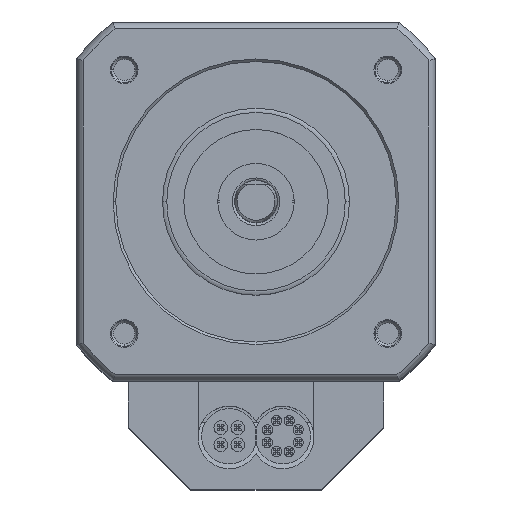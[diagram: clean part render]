
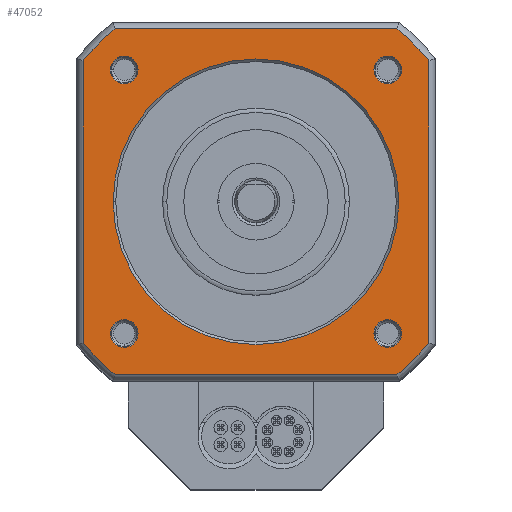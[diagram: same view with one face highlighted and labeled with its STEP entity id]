
A CAD part, top view. The second image highlights one B-rep face of the part: STEP entity #47052.
In plain terms, the highlighted face is planar.
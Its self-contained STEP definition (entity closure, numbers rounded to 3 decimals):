
#43730=CARTESIAN_POINT('',(0.,0.,0.2));
#43731=DIRECTION('',(0.,0.,-1.));
#43732=DIRECTION('',(-1.,0.,0.));
#43733=AXIS2_PLACEMENT_3D('',#43730,#43731,#43732);
#43748=CARTESIAN_POINT('',(-15.5,-15.5,0.2));
#43749=DIRECTION('',(0.,0.,-1.));
#43750=DIRECTION('',(-1.,0.,0.));
#43751=AXIS2_PLACEMENT_3D('',#43748,#43749,#43750);
#43770=CARTESIAN_POINT('',(-15.5,-15.5,0.2));
#43771=DIRECTION('',(0.,0.,-1.));
#43772=DIRECTION('',(1.,0.,0.));
#43773=AXIS2_PLACEMENT_3D('',#43770,#43771,#43772);
#43807=CARTESIAN_POINT('',(15.5,-15.5,0.2));
#43808=DIRECTION('',(0.,0.,-1.));
#43809=DIRECTION('',(0.,-1.,0.));
#43810=AXIS2_PLACEMENT_3D('',#43807,#43808,#43809);
#43821=CARTESIAN_POINT('',(15.5,-15.5,0.2));
#43822=DIRECTION('',(0.,0.,-1.));
#43823=DIRECTION('',(0.,1.,0.));
#43824=AXIS2_PLACEMENT_3D('',#43821,#43822,#43823);
#43876=CARTESIAN_POINT('',(15.5,15.5,0.2));
#43877=DIRECTION('',(0.,0.,-1.));
#43878=DIRECTION('',(1.,0.,0.));
#43879=AXIS2_PLACEMENT_3D('',#43876,#43877,#43878);
#43898=CARTESIAN_POINT('',(15.5,15.5,0.2));
#43899=DIRECTION('',(0.,0.,-1.));
#43900=DIRECTION('',(-1.,0.,0.));
#43901=AXIS2_PLACEMENT_3D('',#43898,#43899,#43900);
#43930=CARTESIAN_POINT('',(-15.5,15.5,0.2));
#43931=DIRECTION('',(0.,0.,-1.));
#43932=DIRECTION('',(0.,1.,0.));
#43933=AXIS2_PLACEMENT_3D('',#43930,#43931,#43932);
#43962=CARTESIAN_POINT('',(-15.5,15.5,0.2));
#43963=DIRECTION('',(0.,0.,-1.));
#43964=DIRECTION('',(0.,-1.,0.));
#43965=AXIS2_PLACEMENT_3D('',#43962,#43963,#43964);
#43995=CARTESIAN_POINT('',(0.,0.,0.2));
#43996=DIRECTION('',(0.,0.,-1.));
#43997=DIRECTION('',(1.,0.,0.));
#43998=AXIS2_PLACEMENT_3D('',#43995,#43996,#43997);
#44004=CARTESIAN_POINT('',(0.,0.,0.2));
#44005=DIRECTION('',(0.,0.,1.));
#44006=DIRECTION('',(0.775,0.632,0.));
#44007=AXIS2_PLACEMENT_3D('',#44004,#44005,#44006);
#44017=DIRECTION('',(0.,-1.,0.));
#44018=VECTOR('',#44017,33.161);
#44019=CARTESIAN_POINT('',(20.348,16.581,0.2));
#44020=LINE('',#44019,#44018);
#44029=CARTESIAN_POINT('',(0.,0.,0.2));
#44030=DIRECTION('',(0.,0.,1.));
#44031=DIRECTION('',(0.632,-0.775,0.));
#44032=AXIS2_PLACEMENT_3D('',#44029,#44030,#44031);
#44042=DIRECTION('',(-1.,0.,0.));
#44043=VECTOR('',#44042,33.161);
#44044=CARTESIAN_POINT('',(16.581,-20.348,0.2));
#44045=LINE('',#44044,#44043);
#44054=CARTESIAN_POINT('',(0.,0.,0.2));
#44055=DIRECTION('',(0.,0.,1.));
#44056=DIRECTION('',(-0.775,-0.632,0.));
#44057=AXIS2_PLACEMENT_3D('',#44054,#44055,#44056);
#44067=DIRECTION('',(0.,1.,0.));
#44068=VECTOR('',#44067,33.161);
#44069=CARTESIAN_POINT('',(-20.348,-16.581,0.2));
#44070=LINE('',#44069,#44068);
#44079=CARTESIAN_POINT('',(0.,0.,0.2));
#44080=DIRECTION('',(0.,0.,1.));
#44081=DIRECTION('',(-0.632,0.775,0.));
#44082=AXIS2_PLACEMENT_3D('',#44079,#44080,#44081);
#44092=DIRECTION('',(1.,0.,0.));
#44093=VECTOR('',#44092,33.161);
#44094=CARTESIAN_POINT('',(-16.581,20.348,0.2));
#44095=LINE('',#44094,#44093);
#44564=CARTESIAN_POINT('',(-17.13,-15.5,0.2));
#44565=CARTESIAN_POINT('',(-13.87,-15.5,0.2));
#44566=VERTEX_POINT('',#44564);
#44567=VERTEX_POINT('',#44565);
#44568=CARTESIAN_POINT('',(15.5,-17.13,0.2));
#44569=CARTESIAN_POINT('',(15.5,-13.87,0.2));
#44570=VERTEX_POINT('',#44568);
#44571=VERTEX_POINT('',#44569);
#44572=CARTESIAN_POINT('',(17.13,15.5,0.2));
#44573=CARTESIAN_POINT('',(13.87,15.5,0.2));
#44574=VERTEX_POINT('',#44572);
#44575=VERTEX_POINT('',#44573);
#44576=CARTESIAN_POINT('',(-15.5,17.13,0.2));
#44577=CARTESIAN_POINT('',(-15.5,13.87,0.2));
#44578=VERTEX_POINT('',#44576);
#44579=VERTEX_POINT('',#44577);
#44580=CARTESIAN_POINT('',(16.8,0.,0.2));
#44581=CARTESIAN_POINT('',(-16.8,0.,0.2));
#44582=VERTEX_POINT('',#44580);
#44583=VERTEX_POINT('',#44581);
#44584=CARTESIAN_POINT('',(20.348,16.581,0.2));
#44585=CARTESIAN_POINT('',(16.581,20.348,0.2));
#44586=VERTEX_POINT('',#44584);
#44587=VERTEX_POINT('',#44585);
#44588=CARTESIAN_POINT('',(-16.581,20.348,0.2));
#44589=VERTEX_POINT('',#44588);
#44590=CARTESIAN_POINT('',(-20.348,16.581,0.2));
#44591=VERTEX_POINT('',#44590);
#44592=CARTESIAN_POINT('',(-20.348,-16.581,0.2));
#44593=VERTEX_POINT('',#44592);
#44594=CARTESIAN_POINT('',(-16.581,-20.348,0.2));
#44595=VERTEX_POINT('',#44594);
#44596=CARTESIAN_POINT('',(16.581,-20.348,0.2));
#44597=VERTEX_POINT('',#44596);
#44598=CARTESIAN_POINT('',(20.348,-16.581,0.2));
#44599=VERTEX_POINT('',#44598);
#47000=CARTESIAN_POINT('',(0.,0.,0.2));
#47001=DIRECTION('',(0.,0.,-1.));
#47002=DIRECTION('',(-1.,0.,0.));
#47003=AXIS2_PLACEMENT_3D('',#47000,#47001,#47002);
#47004=PLANE('',#47003);
#47006=ORIENTED_EDGE('',*,*,#47005,.T.);
#47008=ORIENTED_EDGE('',*,*,#47007,.F.);
#47010=ORIENTED_EDGE('',*,*,#47009,.T.);
#47012=ORIENTED_EDGE('',*,*,#47011,.F.);
#47014=ORIENTED_EDGE('',*,*,#47013,.T.);
#47016=ORIENTED_EDGE('',*,*,#47015,.F.);
#47018=ORIENTED_EDGE('',*,*,#47017,.T.);
#47020=ORIENTED_EDGE('',*,*,#47019,.F.);
#47021=EDGE_LOOP('',(#47006,#47008,#47010,#47012,#47014,#47016,#47018,#47020));
#47022=FACE_OUTER_BOUND('',#47021,.F.);
#47024=ORIENTED_EDGE('',*,*,#47023,.T.);
#47026=ORIENTED_EDGE('',*,*,#47025,.T.);
#47027=EDGE_LOOP('',(#47024,#47026));
#47028=FACE_BOUND('',#47027,.F.);
#47030=ORIENTED_EDGE('',*,*,#47029,.T.);
#47032=ORIENTED_EDGE('',*,*,#47031,.T.);
#47033=EDGE_LOOP('',(#47030,#47032));
#47034=FACE_BOUND('',#47033,.F.);
#47036=ORIENTED_EDGE('',*,*,#47035,.T.);
#47038=ORIENTED_EDGE('',*,*,#47037,.T.);
#47039=EDGE_LOOP('',(#47036,#47038));
#47040=FACE_BOUND('',#47039,.F.);
#47042=ORIENTED_EDGE('',*,*,#47041,.T.);
#47043=ORIENTED_EDGE('',*,*,#46990,.T.);
#47044=EDGE_LOOP('',(#47042,#47043));
#47045=FACE_BOUND('',#47044,.F.);
#47047=ORIENTED_EDGE('',*,*,#47046,.T.);
#47049=ORIENTED_EDGE('',*,*,#47048,.T.);
#47050=EDGE_LOOP('',(#47047,#47049));
#47051=FACE_BOUND('',#47050,.F.);
#47052=ADVANCED_FACE('',(#47022,#47028,#47034,#47040,#47045,#47051),#47004,.T.);
#43734=CIRCLE('',#43733,16.8);
#43752=CIRCLE('',#43751,1.63);
#43774=CIRCLE('',#43773,1.63);
#43811=CIRCLE('',#43810,1.63);
#43825=CIRCLE('',#43824,1.63);
#43880=CIRCLE('',#43879,1.63);
#43902=CIRCLE('',#43901,1.63);
#43934=CIRCLE('',#43933,1.63);
#43966=CIRCLE('',#43965,1.63);
#43999=CIRCLE('',#43998,16.8);
#44008=CIRCLE('',#44007,26.248);
#44033=CIRCLE('',#44032,26.248);
#44058=CIRCLE('',#44057,26.248);
#44083=CIRCLE('',#44082,26.248);
#46990=EDGE_CURVE('',#44583,#44582,#43734,.T.);
#47005=EDGE_CURVE('',#44586,#44587,#44008,.T.);
#47007=EDGE_CURVE('',#44589,#44587,#44095,.T.);
#47009=EDGE_CURVE('',#44589,#44591,#44083,.T.);
#47011=EDGE_CURVE('',#44593,#44591,#44070,.T.);
#47013=EDGE_CURVE('',#44593,#44595,#44058,.T.);
#47015=EDGE_CURVE('',#44597,#44595,#44045,.T.);
#47017=EDGE_CURVE('',#44597,#44599,#44033,.T.);
#47019=EDGE_CURVE('',#44586,#44599,#44020,.T.);
#47023=EDGE_CURVE('',#44570,#44571,#43811,.T.);
#47025=EDGE_CURVE('',#44571,#44570,#43825,.T.);
#47029=EDGE_CURVE('',#44574,#44575,#43880,.T.);
#47031=EDGE_CURVE('',#44575,#44574,#43902,.T.);
#47035=EDGE_CURVE('',#44578,#44579,#43934,.T.);
#47037=EDGE_CURVE('',#44579,#44578,#43966,.T.);
#47041=EDGE_CURVE('',#44582,#44583,#43999,.T.);
#47046=EDGE_CURVE('',#44566,#44567,#43752,.T.);
#47048=EDGE_CURVE('',#44567,#44566,#43774,.T.);
